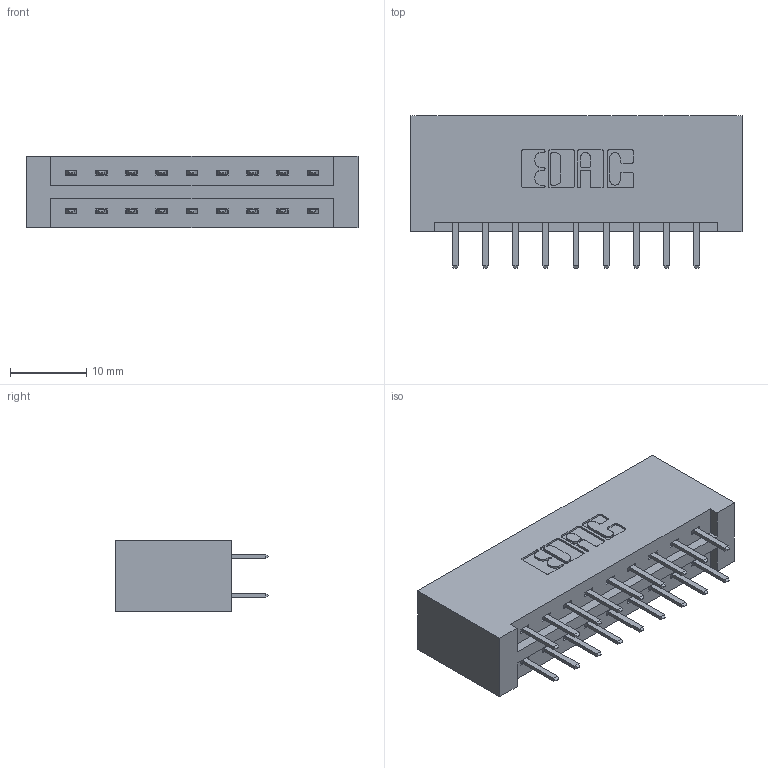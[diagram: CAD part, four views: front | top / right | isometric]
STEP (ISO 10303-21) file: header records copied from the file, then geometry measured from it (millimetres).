
FILE_DESCRIPTION (( 'STEP AP203' ), '1' );
FILE_NAME ('337-018-520-201.STEP', '2018-08-04T23:11:47', ( '' ), ( '' ), 'SwSTEP 2.0', 'SolidWorks 2016', '' );
FILE_SCHEMA (( 'CONFIG_CONTROL_DESIGN' ));
Length unit declared in the file: inch
Products named in the file (3): 337 Part_No Mounting Lugs; 345-292-001_345-293-120; 337-018-520-201
Assembly tree (19 placements, depth 2):
  337-018-520-201
    337 Part_No Mounting Lugs
    345-292-001_345-293-120  x18
Bounding box: 43.54 x 20.02 x 9.4 mm (x, y, z)
Volume: 4901.7 mm3; surface area: 5254.3 mm2
Topology: 19 solids, 19 shells, 1150 faces, 3329 edges, 2170 vertices
Faces by surface type: plane 786, cylinder 364
Entity records: 11083 total; most frequent: CARTESIAN_POINT 1906, ORIENTED_EDGE 1830, DIRECTION 1663, EDGE_CURVE 915, VECTOR 791, LINE 791, VERTEX_POINT 606, AXIS2_PLACEMENT_3D 436
